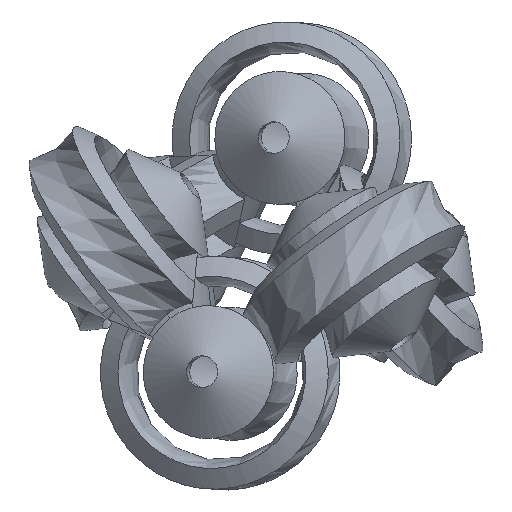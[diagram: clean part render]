
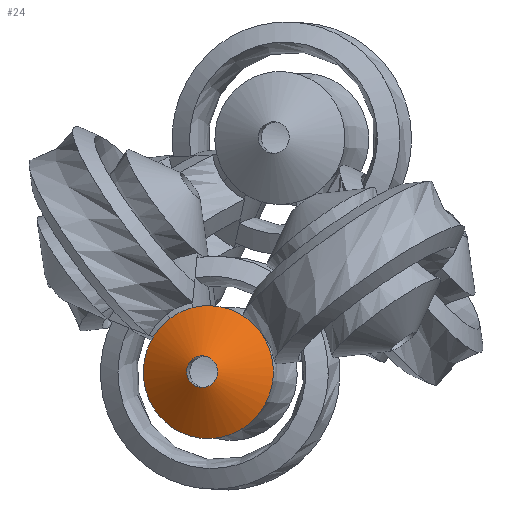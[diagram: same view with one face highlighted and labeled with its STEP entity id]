
A CAD part, isometric view. The second image highlights one B-rep face of the part: STEP entity #24.
In plain terms, the highlighted free-form (B-spline) face has degree [1, 2] with [2, 9] control points.
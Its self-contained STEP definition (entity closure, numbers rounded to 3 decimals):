
#24=ADVANCED_FACE('',(#207),#2908,.T.);
#207=FACE_OUTER_BOUND('',#390,.T.);
#390=EDGE_LOOP('',(#598,#599,#600,#601,#602,#603,#604,#605));
#598=ORIENTED_EDGE('',*,*,#1712,.F.);
#599=ORIENTED_EDGE('',*,*,#1591,.F.);
#600=ORIENTED_EDGE('',*,*,#1589,.F.);
#601=ORIENTED_EDGE('',*,*,#1587,.F.);
#602=ORIENTED_EDGE('',*,*,#1590,.F.);
#603=ORIENTED_EDGE('',*,*,#1588,.F.);
#604=ORIENTED_EDGE('',*,*,#1591,.T.);
#605=ORIENTED_EDGE('',*,*,#1711,.F.);
#1587=EDGE_CURVE('',#2578,#2581,#2338,.T.);
#1588=EDGE_CURVE('',#2579,#2580,#2339,.T.);
#1589=EDGE_CURVE('',#2581,#2579,#2340,.T.);
#1590=EDGE_CURVE('',#2580,#2578,#2341,.T.);
#1591=EDGE_CURVE('',#2579,#2643,#2075,.T.);
#1711=EDGE_CURVE('',#2642,#2643,#2387,.T.);
#1712=EDGE_CURVE('',#2643,#2642,#2388,.T.);
#2075=B_SPLINE_CURVE_WITH_KNOTS('',1,(#13359,#13360,#13361),
 .UNSPECIFIED.,.F.,.F.,(2,1,2),(0.302,0.423,0.453),
 .UNSPECIFIED.);
#2338=(
BOUNDED_CURVE()
B_SPLINE_CURVE(2,(#13341,#13342,#13343,#13344,#13345,#13346,#13347,#13348,
#13349),.UNSPECIFIED.,.F.,.F.)
B_SPLINE_CURVE_WITH_KNOTS((3,2,2,2,3),(0.607,1.931,
3.255,4.579,5.903),.UNSPECIFIED.)
CURVE()
GEOMETRIC_REPRESENTATION_ITEM()
RATIONAL_B_SPLINE_CURVE((1.,0.789,1.,0.789,1.,0.789,
1.,0.789,1.))
REPRESENTATION_ITEM('')
);
#2339=(
BOUNDED_CURVE()
B_SPLINE_CURVE(2,(#13350,#13351,#13352),.UNSPECIFIED.,.F.,.F.)
B_SPLINE_CURVE_WITH_KNOTS((3,3),(0.,0.38),.UNSPECIFIED.)
CURVE()
GEOMETRIC_REPRESENTATION_ITEM()
RATIONAL_B_SPLINE_CURVE((1.,0.982,1.))
REPRESENTATION_ITEM('')
);
#2340=(
BOUNDED_CURVE()
B_SPLINE_CURVE(2,(#13353,#13354,#13355),.UNSPECIFIED.,.F.,.F.)
B_SPLINE_CURVE_WITH_KNOTS((3,3),(5.903,6.283),
 .UNSPECIFIED.)
CURVE()
GEOMETRIC_REPRESENTATION_ITEM()
RATIONAL_B_SPLINE_CURVE((1.,0.982,1.))
REPRESENTATION_ITEM('')
);
#2341=(
BOUNDED_CURVE()
B_SPLINE_CURVE(2,(#13356,#13357,#13358),.UNSPECIFIED.,.F.,.F.)
B_SPLINE_CURVE_WITH_KNOTS((3,3),(0.38,0.607),
 .UNSPECIFIED.)
CURVE()
GEOMETRIC_REPRESENTATION_ITEM()
RATIONAL_B_SPLINE_CURVE((1.,0.994,1.))
REPRESENTATION_ITEM('')
);
#2387=(
BOUNDED_CURVE()
B_SPLINE_CURVE(2,(#14764,#14765,#14766,#14767,#14768,#14769,#14770,#14771,
#14772),.UNSPECIFIED.,.F.,.F.)
B_SPLINE_CURVE_WITH_KNOTS((3,2,2,2,3),(-4.712,-3.534,
-2.356,-1.178,0.),.UNSPECIFIED.)
CURVE()
GEOMETRIC_REPRESENTATION_ITEM()
RATIONAL_B_SPLINE_CURVE((1.,0.831,1.,0.831,1.,0.831,
1.,0.831,1.))
REPRESENTATION_ITEM('')
);
#2388=(
BOUNDED_CURVE()
B_SPLINE_CURVE(2,(#14773,#14774,#14775),.UNSPECIFIED.,.F.,.F.)
B_SPLINE_CURVE_WITH_KNOTS((3,3),(-6.283,-4.712),
 .UNSPECIFIED.)
CURVE()
GEOMETRIC_REPRESENTATION_ITEM()
RATIONAL_B_SPLINE_CURVE((1.,0.707,1.))
REPRESENTATION_ITEM('')
);
#2578=VERTEX_POINT('',#12955);
#2579=VERTEX_POINT('',#12956);
#2580=VERTEX_POINT('',#12957);
#2581=VERTEX_POINT('',#12958);
#2642=VERTEX_POINT('',#13019);
#2643=VERTEX_POINT('',#13020);
#2908=(
BOUNDED_SURFACE()
B_SPLINE_SURFACE(1,2,((#12552,#12553,#12554,#12555,#12556,#12557,#12558,
#12559,#12560),(#12561,#12562,#12563,#12564,#12565,#12566,#12567,#12568,
#12569)),.UNSPECIFIED.,.F.,.F.,.F.)
B_SPLINE_SURFACE_WITH_KNOTS((2,2),(3,2,2,2,3),(0.,0.5),(0.,1.571,
3.142,4.712,6.283),.UNSPECIFIED.)
GEOMETRIC_REPRESENTATION_ITEM()
RATIONAL_B_SPLINE_SURFACE(((1.,0.707,1.,0.707,1.,
0.707,1.,0.707,1.),(1.,0.707,1.,0.707,
1.,0.707,1.,0.707,1.)))
REPRESENTATION_ITEM('')
SURFACE()
);
#12552=CARTESIAN_POINT('',(9.773,28.065,19.541));
#12553=CARTESIAN_POINT('',(21.002,21.582,28.709));
#12554=CARTESIAN_POINT('',(21.002,8.616,19.541));
#12555=CARTESIAN_POINT('',(21.002,-4.35,10.373));
#12556=CARTESIAN_POINT('',(9.773,2.133,1.204));
#12557=CARTESIAN_POINT('',(-1.456,8.616,-7.964));
#12558=CARTESIAN_POINT('',(-1.456,21.582,1.204));
#12559=CARTESIAN_POINT('',(-1.456,34.548,10.373));
#12560=CARTESIAN_POINT('',(9.773,28.065,19.541));
#12561=CARTESIAN_POINT('',(3.29,11.356,15.666));
#12562=CARTESIAN_POINT('',(3.29,11.356,15.666));
#12563=CARTESIAN_POINT('',(3.29,11.356,15.666));
#12564=CARTESIAN_POINT('',(3.29,11.356,15.666));
#12565=CARTESIAN_POINT('',(3.29,11.356,15.666));
#12566=CARTESIAN_POINT('',(3.29,11.356,15.666));
#12567=CARTESIAN_POINT('',(3.29,11.356,15.666));
#12568=CARTESIAN_POINT('',(3.29,11.356,15.666));
#12569=CARTESIAN_POINT('',(3.29,11.356,15.666));
#12955=CARTESIAN_POINT('',(8.391,15.588,18.621));
#12956=CARTESIAN_POINT('',(5.856,17.969,17.199));
#12957=CARTESIAN_POINT('',(7.506,16.65,18.287));
#12958=CARTESIAN_POINT('',(4.206,18.555,15.593));
#13019=CARTESIAN_POINT('',(2.842,12.322,14.3));
#13020=CARTESIAN_POINT('',(3.903,12.935,16.032));
#13341=CARTESIAN_POINT('',(8.391,15.588,18.621));
#13342=CARTESIAN_POINT('',(11.235,11.665,19.33));
#13343=CARTESIAN_POINT('',(10.014,8.628,15.687));
#13344=CARTESIAN_POINT('',(8.794,5.591,12.045));
#13345=CARTESIAN_POINT('',(5.353,8.03,9.556));
#13346=CARTESIAN_POINT('',(1.913,10.468,7.066));
#13347=CARTESIAN_POINT('',(1.452,14.697,9.492));
#13348=CARTESIAN_POINT('',(0.991,18.926,11.918));
#13349=CARTESIAN_POINT('',(4.206,18.555,15.593));
#13350=CARTESIAN_POINT('',(5.856,17.969,17.199));
#13351=CARTESIAN_POINT('',(6.711,17.475,17.898));
#13352=CARTESIAN_POINT('',(7.506,16.65,18.287));
#13353=CARTESIAN_POINT('',(4.206,18.555,15.593));
#13354=CARTESIAN_POINT('',(5.,18.463,16.501));
#13355=CARTESIAN_POINT('',(5.856,17.969,17.199));
#13356=CARTESIAN_POINT('',(7.506,16.65,18.287));
#13357=CARTESIAN_POINT('',(7.976,16.161,18.517));
#13358=CARTESIAN_POINT('',(8.391,15.588,18.621));
#13359=CARTESIAN_POINT('',(5.856,17.969,17.199));
#13360=CARTESIAN_POINT('',(4.287,13.925,16.262));
#13361=CARTESIAN_POINT('',(3.903,12.935,16.032));
#14764=CARTESIAN_POINT('',(2.842,12.322,14.3));
#14765=CARTESIAN_POINT('',(2.842,11.504,13.721));
#14766=CARTESIAN_POINT('',(3.497,10.813,14.034));
#14767=CARTESIAN_POINT('',(4.151,10.122,14.348));
#14768=CARTESIAN_POINT('',(4.653,10.411,15.166));
#14769=CARTESIAN_POINT('',(5.154,10.7,15.984));
#14770=CARTESIAN_POINT('',(4.883,11.613,16.297));
#14771=CARTESIAN_POINT('',(4.611,12.526,16.611));
#14772=CARTESIAN_POINT('',(3.903,12.935,16.032));
#14773=CARTESIAN_POINT('',(3.903,12.935,16.032));
#14774=CARTESIAN_POINT('',(2.842,13.547,15.166));
#14775=CARTESIAN_POINT('',(2.842,12.322,14.3));
